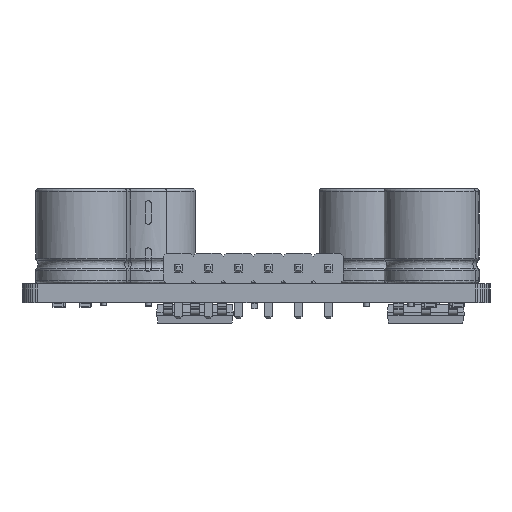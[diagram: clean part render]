
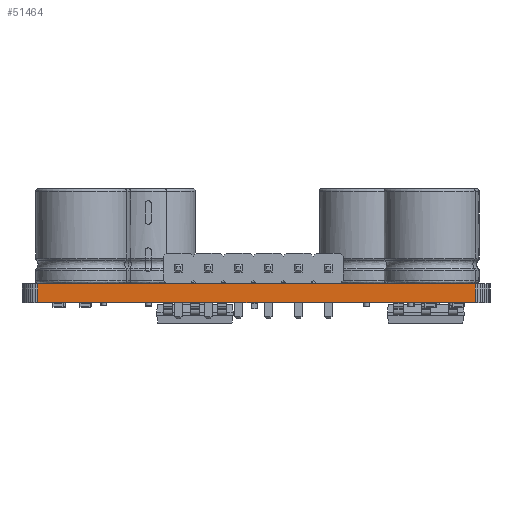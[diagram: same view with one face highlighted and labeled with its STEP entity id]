
A CAD part, front view. The second image highlights one B-rep face of the part: STEP entity #51464.
In plain terms, the highlighted planar face has unit normal (0.001, -1, 0).
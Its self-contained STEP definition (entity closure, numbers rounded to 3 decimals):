
#47247 = PLANE('',#47248);
#47248 = AXIS2_PLACEMENT_3D('',#47249,#47250,#47251);
#47249 = CARTESIAN_POINT('',(149.228,-96.803,1.58));
#47250 = DIRECTION('',(-0.,-0.,-1.));
#47251 = DIRECTION('',(-1.,0.,0.));
#47301 = PLANE('',#47302);
#47302 = AXIS2_PLACEMENT_3D('',#47303,#47304,#47305);
#47303 = CARTESIAN_POINT('',(149.228,-96.803,0.));
#47304 = DIRECTION('',(-0.,-0.,-1.));
#47305 = DIRECTION('',(-1.,0.,0.));
#47914 = VERTEX_POINT('',#47915);
#47915 = CARTESIAN_POINT('',(167.813,-113.079,0.));
#47929 = PLANE('',#47930);
#47930 = AXIS2_PLACEMENT_3D('',#47931,#47932,#47933);
#47931 = CARTESIAN_POINT('',(168.032,-113.058,0.));
#47932 = DIRECTION('',(0.095,-0.995,0.));
#47933 = DIRECTION('',(-0.995,-0.095,0.));
#47941 = EDGE_CURVE('',#47914,#47942,#47944,.T.);
#47942 = VERTEX_POINT('',#47943);
#47943 = CARTESIAN_POINT('',(130.728,-113.101,0.));
#47944 = SURFACE_CURVE('',#47945,(#47949,#47956),.PCURVE_S1.);
#47945 = LINE('',#47946,#47947);
#47946 = CARTESIAN_POINT('',(167.813,-113.079,0.));
#47947 = VECTOR('',#47948,1.);
#47948 = DIRECTION('',(-1.,-0.001,0.));
#47949 = PCURVE('',#47301,#47950);
#47950 = DEFINITIONAL_REPRESENTATION('',(#47951),#47955);
#47951 = LINE('',#47952,#47953);
#47952 = CARTESIAN_POINT('',(-18.585,-16.276));
#47953 = VECTOR('',#47954,1.);
#47954 = DIRECTION('',(1.,-0.001));
#47955 = ( GEOMETRIC_REPRESENTATION_CONTEXT(2) 
PARAMETRIC_REPRESENTATION_CONTEXT() REPRESENTATION_CONTEXT('2D SPACE',''
  ) );
#47956 = PCURVE('',#47957,#47962);
#47957 = PLANE('',#47958);
#47958 = AXIS2_PLACEMENT_3D('',#47959,#47960,#47961);
#47959 = CARTESIAN_POINT('',(167.813,-113.079,0.));
#47960 = DIRECTION('',(0.001,-1.,0.));
#47961 = DIRECTION('',(-1.,-0.001,0.));
#47962 = DEFINITIONAL_REPRESENTATION('',(#47963),#47967);
#47963 = LINE('',#47964,#47965);
#47964 = CARTESIAN_POINT('',(0.,0.));
#47965 = VECTOR('',#47966,1.);
#47966 = DIRECTION('',(1.,0.));
#47967 = ( GEOMETRIC_REPRESENTATION_CONTEXT(2) 
PARAMETRIC_REPRESENTATION_CONTEXT() REPRESENTATION_CONTEXT('2D SPACE',''
  ) );
#47985 = PLANE('',#47986);
#47986 = AXIS2_PLACEMENT_3D('',#47987,#47988,#47989);
#47987 = CARTESIAN_POINT('',(130.728,-113.101,0.));
#47988 = DIRECTION('',(-0.065,-0.998,0.));
#47989 = DIRECTION('',(-0.998,0.065,0.));
#49499 = VERTEX_POINT('',#49500);
#49500 = CARTESIAN_POINT('',(167.813,-113.079,1.58));
#49521 = EDGE_CURVE('',#49499,#49522,#49524,.T.);
#49522 = VERTEX_POINT('',#49523);
#49523 = CARTESIAN_POINT('',(130.728,-113.101,1.58));
#49524 = SURFACE_CURVE('',#49525,(#49529,#49536),.PCURVE_S1.);
#49525 = LINE('',#49526,#49527);
#49526 = CARTESIAN_POINT('',(167.813,-113.079,1.58));
#49527 = VECTOR('',#49528,1.);
#49528 = DIRECTION('',(-1.,-0.001,0.));
#49529 = PCURVE('',#47247,#49530);
#49530 = DEFINITIONAL_REPRESENTATION('',(#49531),#49535);
#49531 = LINE('',#49532,#49533);
#49532 = CARTESIAN_POINT('',(-18.585,-16.276));
#49533 = VECTOR('',#49534,1.);
#49534 = DIRECTION('',(1.,-0.001));
#49535 = ( GEOMETRIC_REPRESENTATION_CONTEXT(2) 
PARAMETRIC_REPRESENTATION_CONTEXT() REPRESENTATION_CONTEXT('2D SPACE',''
  ) );
#49536 = PCURVE('',#47957,#49537);
#49537 = DEFINITIONAL_REPRESENTATION('',(#49538),#49542);
#49538 = LINE('',#49539,#49540);
#49539 = CARTESIAN_POINT('',(0.,-1.58));
#49540 = VECTOR('',#49541,1.);
#49541 = DIRECTION('',(1.,0.));
#49542 = ( GEOMETRIC_REPRESENTATION_CONTEXT(2) 
PARAMETRIC_REPRESENTATION_CONTEXT() REPRESENTATION_CONTEXT('2D SPACE',''
  ) );
#51416 = EDGE_CURVE('',#47914,#49499,#51417,.T.);
#51417 = SURFACE_CURVE('',#51418,(#51422,#51429),.PCURVE_S1.);
#51418 = LINE('',#51419,#51420);
#51419 = CARTESIAN_POINT('',(167.813,-113.079,0.));
#51420 = VECTOR('',#51421,1.);
#51421 = DIRECTION('',(0.,0.,1.));
#51422 = PCURVE('',#47929,#51423);
#51423 = DEFINITIONAL_REPRESENTATION('',(#51424),#51428);
#51424 = LINE('',#51425,#51426);
#51425 = CARTESIAN_POINT('',(0.22,0.));
#51426 = VECTOR('',#51427,1.);
#51427 = DIRECTION('',(0.,-1.));
#51428 = ( GEOMETRIC_REPRESENTATION_CONTEXT(2) 
PARAMETRIC_REPRESENTATION_CONTEXT() REPRESENTATION_CONTEXT('2D SPACE',''
  ) );
#51429 = PCURVE('',#47957,#51430);
#51430 = DEFINITIONAL_REPRESENTATION('',(#51431),#51435);
#51431 = LINE('',#51432,#51433);
#51432 = CARTESIAN_POINT('',(0.,0.));
#51433 = VECTOR('',#51434,1.);
#51434 = DIRECTION('',(0.,-1.));
#51435 = ( GEOMETRIC_REPRESENTATION_CONTEXT(2) 
PARAMETRIC_REPRESENTATION_CONTEXT() REPRESENTATION_CONTEXT('2D SPACE',''
  ) );
#51464 = ADVANCED_FACE('',(#51465),#47957,.T.);
#51465 = FACE_BOUND('',#51466,.T.);
#51466 = EDGE_LOOP('',(#51467,#51468,#51469,#51490));
#51467 = ORIENTED_EDGE('',*,*,#51416,.T.);
#51468 = ORIENTED_EDGE('',*,*,#49521,.T.);
#51469 = ORIENTED_EDGE('',*,*,#51470,.F.);
#51470 = EDGE_CURVE('',#47942,#49522,#51471,.T.);
#51471 = SURFACE_CURVE('',#51472,(#51476,#51483),.PCURVE_S1.);
#51472 = LINE('',#51473,#51474);
#51473 = CARTESIAN_POINT('',(130.728,-113.101,0.));
#51474 = VECTOR('',#51475,1.);
#51475 = DIRECTION('',(0.,0.,1.));
#51476 = PCURVE('',#47957,#51477);
#51477 = DEFINITIONAL_REPRESENTATION('',(#51478),#51482);
#51478 = LINE('',#51479,#51480);
#51479 = CARTESIAN_POINT('',(37.084,0.));
#51480 = VECTOR('',#51481,1.);
#51481 = DIRECTION('',(0.,-1.));
#51482 = ( GEOMETRIC_REPRESENTATION_CONTEXT(2) 
PARAMETRIC_REPRESENTATION_CONTEXT() REPRESENTATION_CONTEXT('2D SPACE',''
  ) );
#51483 = PCURVE('',#47985,#51484);
#51484 = DEFINITIONAL_REPRESENTATION('',(#51485),#51489);
#51485 = LINE('',#51486,#51487);
#51486 = CARTESIAN_POINT('',(0.,0.));
#51487 = VECTOR('',#51488,1.);
#51488 = DIRECTION('',(0.,-1.));
#51489 = ( GEOMETRIC_REPRESENTATION_CONTEXT(2) 
PARAMETRIC_REPRESENTATION_CONTEXT() REPRESENTATION_CONTEXT('2D SPACE',''
  ) );
#51490 = ORIENTED_EDGE('',*,*,#47941,.F.);
